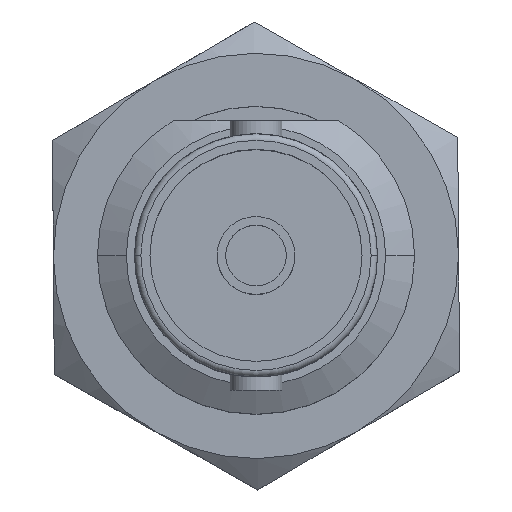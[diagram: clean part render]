
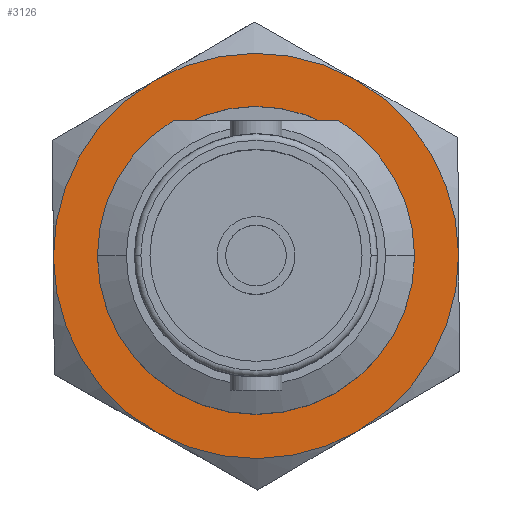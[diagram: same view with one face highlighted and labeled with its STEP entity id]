
A CAD part, top view. The second image highlights one B-rep face of the part: STEP entity #3126.
In plain terms, the highlighted face is planar.
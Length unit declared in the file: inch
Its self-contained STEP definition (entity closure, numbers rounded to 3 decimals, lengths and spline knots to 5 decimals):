
#2695 = VERTEX_POINT ( 'NONE', #10162 ) ;
#2696 = VERTEX_POINT ( 'NONE', #10172 ) ;
#2771 = EDGE_LOOP ( 'NONE', ( #3143, #3128, #3149, #3127, #3151, #3153 ) ) ;
#2798 = EDGE_LOOP ( 'NONE', ( #3146, #2806 ) ) ;
#2806 = ORIENTED_EDGE ( 'NONE', *, *, #2877, .T. ) ;
#2834 = VERTEX_POINT ( 'NONE', #3593 ) ;
#2877 = EDGE_CURVE ( 'NONE', #2696, #2925, #4230, .T. ) ;
#2883 = VERTEX_POINT ( 'NONE', #4073 ) ;
#2896 = VERTEX_POINT ( 'NONE', #3885 ) ;
#2919 = VERTEX_POINT ( 'NONE', #3988 ) ;
#2925 = VERTEX_POINT ( 'NONE', #3953 ) ;
#2933 = VERTEX_POINT ( 'NONE', #4894 ) ;
#3126 = ADVANCED_FACE ( 'Face1', ( #5572, #5549 ), #5567, .T. ) ;
#3127 = ORIENTED_EDGE ( 'NONE', *, *, #3150, .F. ) ;
#3128 = ORIENTED_EDGE ( 'NONE', *, *, #3148, .T. ) ;
#3129 = EDGE_CURVE ( 'NONE', #2834, #2896, #5327, .T. ) ;
#3133 = EDGE_CURVE ( 'NONE', #2883, #2933, #5712, .T. ) ;
#3143 = ORIENTED_EDGE ( 'NONE', *, *, #3133, .T. ) ;
#3146 = ORIENTED_EDGE ( 'NONE', *, *, #3147, .T. ) ;
#3147 = EDGE_CURVE ( 'NONE', #2925, #2696, #5337, .T. ) ;
#3148 = EDGE_CURVE ( 'NONE', #2933, #2919, #5331, .T. ) ;
#3149 = ORIENTED_EDGE ( 'NONE', *, *, #3152, .T. ) ;
#3150 = EDGE_CURVE ( 'NONE', #2834, #2695, #5629, .T. ) ;
#3151 = ORIENTED_EDGE ( 'NONE', *, *, #3129, .T. ) ;
#3152 = EDGE_CURVE ( 'NONE', #2919, #2695, #5618, .T. ) ;
#3153 = ORIENTED_EDGE ( 'NONE', *, *, #3154, .T. ) ;
#3154 = EDGE_CURVE ( 'NONE', #2896, #2883, #5603, .T. ) ;
#3593 = CARTESIAN_POINT ( 'NONE',  ( 0., -0.05, 0.3125 ) ) ;
#3885 = CARTESIAN_POINT ( 'NONE',  ( -0.27063, -0.05, 0.15625 ) ) ;
#3953 = CARTESIAN_POINT ( 'NONE',  ( 0., -0.05, 0.23065 ) ) ;
#3988 = CARTESIAN_POINT ( 'NONE',  ( 0.27063, -0.05, -0.15625 ) ) ;
#4073 = CARTESIAN_POINT ( 'NONE',  ( -0.27063, -0.05, -0.15625 ) ) ;
#4223 = DIRECTION ( 'NONE',  ( 0., 0., 1. ) ) ;
#4225 = DIRECTION ( 'NONE',  ( 0., 1., 0. ) ) ;
#4226 = CARTESIAN_POINT ( 'NONE',  ( 0., -0.05, 0. ) ) ;
#4228 = AXIS2_PLACEMENT_3D ( 'NONE', #4226, #4225, #4223 ) ;
#4230 = CIRCLE ( 'NONE', #4228, 0.23065 ) ;
#4894 = CARTESIAN_POINT ( 'NONE',  ( 0., -0.05, -0.3125 ) ) ;
#5324 = DIRECTION ( 'NONE',  ( 0., 0., -1. ) ) ;
#5325 = DIRECTION ( 'NONE',  ( 0., -1., 0. ) ) ;
#5326 = AXIS2_PLACEMENT_3D ( 'NONE', #5546, #5325, #5324 ) ;
#5327 = CIRCLE ( 'NONE', #5326, 0.3125 ) ;
#5330 = AXIS2_PLACEMENT_3D ( 'NONE', #5634, #5633, #5632 ) ;
#5331 = CIRCLE ( 'NONE', #5330, 0.3125 ) ;
#5334 = DIRECTION ( 'NONE',  ( 0., 0., 1. ) ) ;
#5335 = DIRECTION ( 'NONE',  ( 0., 1., 0. ) ) ;
#5336 = AXIS2_PLACEMENT_3D ( 'NONE', #5346, #5335, #5334 ) ;
#5337 = CIRCLE ( 'NONE', #5336, 0.23065 ) ;
#5346 = CARTESIAN_POINT ( 'NONE',  ( 0., -0.05, 0. ) ) ;
#5378 = DIRECTION ( 'NONE',  ( 0., 0., -1. ) ) ;
#5380 = DIRECTION ( 'NONE',  ( 0., -1., 0. ) ) ;
#5382 = CARTESIAN_POINT ( 'NONE',  ( -0.54127, -0.05, 0.3125 ) ) ;
#5545 = AXIS2_PLACEMENT_3D ( 'NONE', #5382, #5380, #5378 ) ;
#5546 = CARTESIAN_POINT ( 'NONE',  ( 0., -0.05, 0. ) ) ;
#5549 = FACE_OUTER_BOUND ( 'NONE', #2771, .T. ) ;
#5567 = PLANE ( 'NONE',  #5545 ) ;
#5572 = FACE_BOUND ( 'NONE', #2798, .T. ) ;
#5598 = DIRECTION ( 'NONE',  ( 0., 0., -1. ) ) ;
#5600 = DIRECTION ( 'NONE',  ( 0., -1., 0. ) ) ;
#5601 = CARTESIAN_POINT ( 'NONE',  ( 0., -0.05, 0. ) ) ;
#5602 = AXIS2_PLACEMENT_3D ( 'NONE', #5601, #5600, #5598 ) ;
#5603 = CIRCLE ( 'NONE', #5602, 0.3125 ) ;
#5607 = DIRECTION ( 'NONE',  ( 0., 0., -1. ) ) ;
#5610 = DIRECTION ( 'NONE',  ( 0., -1., 0. ) ) ;
#5611 = CARTESIAN_POINT ( 'NONE',  ( 0., -0.05, 0. ) ) ;
#5616 = AXIS2_PLACEMENT_3D ( 'NONE', #5611, #5610, #5607 ) ;
#5618 = CIRCLE ( 'NONE', #5616, 0.3125 ) ;
#5621 = DIRECTION ( 'NONE',  ( 0., 0., 1. ) ) ;
#5623 = DIRECTION ( 'NONE',  ( 0., 1., 0. ) ) ;
#5625 = CARTESIAN_POINT ( 'NONE',  ( 0., -0.05, 0. ) ) ;
#5626 = AXIS2_PLACEMENT_3D ( 'NONE', #5625, #5623, #5621 ) ;
#5629 = CIRCLE ( 'NONE', #5626, 0.3125 ) ;
#5632 = DIRECTION ( 'NONE',  ( 0., 0., -1. ) ) ;
#5633 = DIRECTION ( 'NONE',  ( 0., -1., 0. ) ) ;
#5634 = CARTESIAN_POINT ( 'NONE',  ( 0., -0.05, 0. ) ) ;
#5709 = DIRECTION ( 'NONE',  ( 0., 0., -1. ) ) ;
#5710 = DIRECTION ( 'NONE',  ( 0., -1., 0. ) ) ;
#5711 = AXIS2_PLACEMENT_3D ( 'NONE', #5723, #5710, #5709 ) ;
#5712 = CIRCLE ( 'NONE', #5711, 0.3125 ) ;
#5723 = CARTESIAN_POINT ( 'NONE',  ( 0., -0.05, 0. ) ) ;
#10162 = CARTESIAN_POINT ( 'NONE',  ( 0.27063, -0.05, 0.15625 ) ) ;
#10172 = CARTESIAN_POINT ( 'NONE',  ( 0., -0.05, -0.23065 ) ) ;
